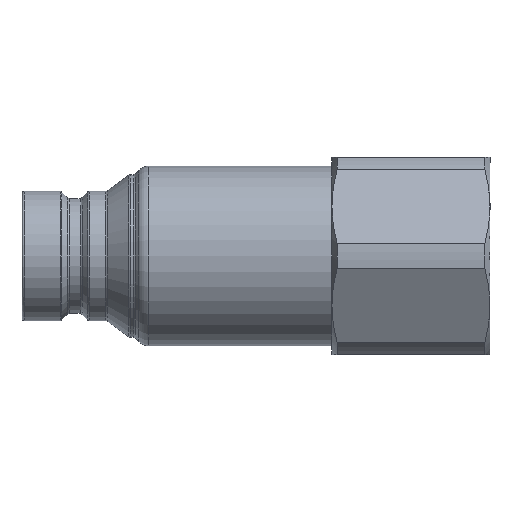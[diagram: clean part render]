
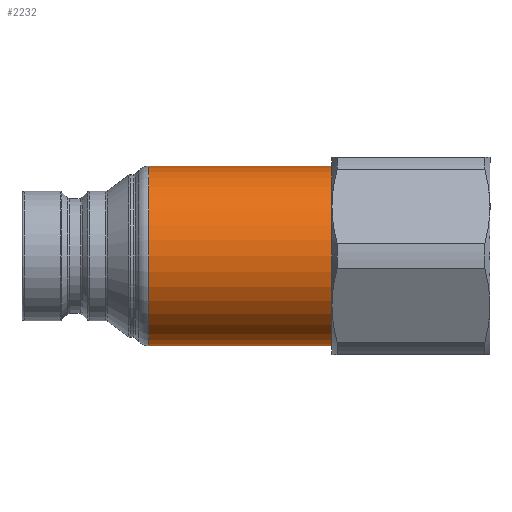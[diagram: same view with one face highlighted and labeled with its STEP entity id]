
A CAD part, front view. The second image highlights one B-rep face of the part: STEP entity #2232.
In plain terms, the highlighted cylindrical face has radius 25 mm (diameter 50 mm), a partial arc.
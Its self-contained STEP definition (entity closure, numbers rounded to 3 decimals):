
#17 = EDGE_CURVE ( 'NONE', #2011, #1843, #2371, .T. ) ;
#80 = CARTESIAN_POINT ( 'NONE',  ( 0., 0., -25. ) ) ;
#105 = CARTESIAN_POINT ( 'NONE',  ( 35.307, 0., 25. ) ) ;
#261 = CARTESIAN_POINT ( 'NONE',  ( 86.15, 0., 25. ) ) ;
#267 = DIRECTION ( 'NONE',  ( 0., 0., 1. ) ) ;
#329 = CARTESIAN_POINT ( 'NONE',  ( 0., 0., 0. ) ) ;
#336 = DIRECTION ( 'NONE',  ( -1., 0., 0. ) ) ;
#417 = DIRECTION ( 'NONE',  ( -1., 0., 0. ) ) ;
#423 = CARTESIAN_POINT ( 'NONE',  ( 35.307, 0., -25. ) ) ;
#521 = CARTESIAN_POINT ( 'NONE',  ( 35.307, 0., 0. ) ) ;
#535 = DIRECTION ( 'NONE',  ( 0., 0., 1. ) ) ;
#557 = CARTESIAN_POINT ( 'NONE',  ( 86.15, 0., -25. ) ) ;
#582 = DIRECTION ( 'NONE',  ( -1., 0., 0. ) ) ;
#596 = CIRCLE ( 'NONE', #1108, 25. ) ;
#597 = LINE ( 'NONE', #80, #845 ) ;
#812 = CIRCLE ( 'NONE', #861, 25. ) ;
#824 = FACE_OUTER_BOUND ( 'NONE', #1293, .T. ) ;
#827 = CYLINDRICAL_SURFACE ( 'NONE', #925, 25. ) ;
#845 = VECTOR ( 'NONE', #582, 1000. ) ;
#861 = AXIS2_PLACEMENT_3D ( 'NONE', #2080, #2113, #1990 ) ;
#925 = AXIS2_PLACEMENT_3D ( 'NONE', #329, #336, #267 ) ;
#984 = EDGE_CURVE ( 'NONE', #1885, #2011, #812, .T. ) ;
#998 = EDGE_CURVE ( 'NONE', #1885, #1904, #597, .T. ) ;
#1108 = AXIS2_PLACEMENT_3D ( 'NONE', #521, #417, #535 ) ;
#1135 = EDGE_CURVE ( 'NONE', #1904, #1843, #596, .T. ) ;
#1226 = ORIENTED_EDGE ( 'NONE', *, *, #1135, .F. ) ;
#1293 = EDGE_LOOP ( 'NONE', ( #1331, #1376, #1353, #1226 ) ) ;
#1331 = ORIENTED_EDGE ( 'NONE', *, *, #998, .F. ) ;
#1353 = ORIENTED_EDGE ( 'NONE', *, *, #17, .T. ) ;
#1376 = ORIENTED_EDGE ( 'NONE', *, *, #984, .T. ) ;
#1694 = CARTESIAN_POINT ( 'NONE',  ( 0., 0., 25. ) ) ;
#1843 = VERTEX_POINT ( 'NONE', #105 ) ;
#1885 = VERTEX_POINT ( 'NONE', #557 ) ;
#1904 = VERTEX_POINT ( 'NONE', #423 ) ;
#1986 = DIRECTION ( 'NONE',  ( -1., 0., 0. ) ) ;
#1990 = DIRECTION ( 'NONE',  ( 0., 0., 1. ) ) ;
#2011 = VERTEX_POINT ( 'NONE', #261 ) ;
#2080 = CARTESIAN_POINT ( 'NONE',  ( 86.15, 0., 0. ) ) ;
#2113 = DIRECTION ( 'NONE',  ( -1., 0., 0. ) ) ;
#2232 = ADVANCED_FACE ( 'NONE', ( #824 ), #827, .T. ) ;
#2371 = LINE ( 'NONE', #1694, #2372 ) ;
#2372 = VECTOR ( 'NONE', #1986, 1000. ) ;
